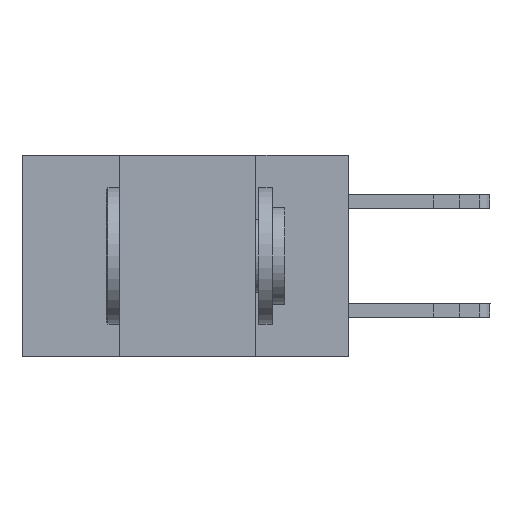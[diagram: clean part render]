
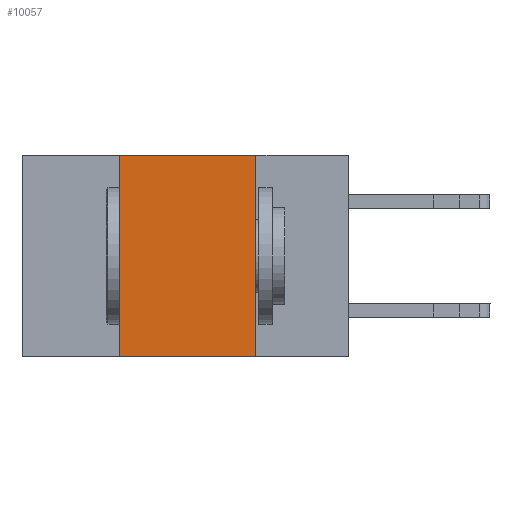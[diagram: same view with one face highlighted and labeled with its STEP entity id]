
A CAD part, left-side view. The second image highlights one B-rep face of the part: STEP entity #10057.
In plain terms, the highlighted planar face has unit normal (-1, 0, 0).
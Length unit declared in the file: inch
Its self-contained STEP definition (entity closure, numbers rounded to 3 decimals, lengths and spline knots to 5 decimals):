
#868 = CARTESIAN_POINT ( 'NONE',  ( 0., 0.42, -0.37 ) ) ;
#971 = CARTESIAN_POINT ( 'NONE',  ( 0., 0.6, -0.37 ) ) ;
#1413 = DIRECTION ( 'NONE',  ( 0., 0., -1. ) ) ;
#1520 = AXIS2_PLACEMENT_3D ( 'NONE', #20618, #20287, #9105 ) ;
#1924 = VECTOR ( 'NONE', #11801, 39.37008 ) ;
#2216 = CARTESIAN_POINT ( 'NONE',  ( 0., 0.17, -0.37 ) ) ;
#2310 = EDGE_CURVE ( 'NONE', #2359, #9351, #10681, .T. ) ;
#2359 = VERTEX_POINT ( 'NONE', #15608 ) ;
#3889 = VERTEX_POINT ( 'NONE', #868 ) ;
#4998 = ORIENTED_EDGE ( 'NONE', *, *, #2310, .F. ) ;
#5472 = EDGE_LOOP ( 'NONE', ( #10236, #4998, #19907, #22416 ) ) ;
#5486 = VERTEX_POINT ( 'NONE', #2216 ) ;
#6260 = FACE_OUTER_BOUND ( 'NONE', #5472, .T. ) ;
#7425 = LINE ( 'NONE', #9032, #10607 ) ;
#9032 = CARTESIAN_POINT ( 'NONE',  ( 0., 0.17, 0. ) ) ;
#9105 = DIRECTION ( 'NONE',  ( 0., 0., -1. ) ) ;
#9249 = EDGE_CURVE ( 'NONE', #3889, #2359, #21759, .T. ) ;
#9351 = VERTEX_POINT ( 'NONE', #16952 ) ;
#9568 = EDGE_CURVE ( 'NONE', #9351, #5486, #7425, .T. ) ;
#9923 = CARTESIAN_POINT ( 'NONE',  ( 0., 0.6, 0. ) ) ;
#10057 = ADVANCED_FACE ( 'NONE', ( #6260 ), #14963, .F. ) ;
#10236 = ORIENTED_EDGE ( 'NONE', *, *, #9568, .F. ) ;
#10607 = VECTOR ( 'NONE', #1413, 39.37008 ) ;
#10681 = LINE ( 'NONE', #9923, #1924 ) ;
#11801 = DIRECTION ( 'NONE',  ( 0., -1., 0. ) ) ;
#11847 = VECTOR ( 'NONE', #17530, 39.37008 ) ;
#12750 = LINE ( 'NONE', #971, #19480 ) ;
#14963 = PLANE ( 'NONE',  #1520 ) ;
#15608 = CARTESIAN_POINT ( 'NONE',  ( 0., 0.42, 0. ) ) ;
#16952 = CARTESIAN_POINT ( 'NONE',  ( 0., 0.17, 0. ) ) ;
#17460 = CARTESIAN_POINT ( 'NONE',  ( 0., 0.42, 0. ) ) ;
#17530 = DIRECTION ( 'NONE',  ( 0., 0., 1. ) ) ;
#17852 = DIRECTION ( 'NONE',  ( 0., -1., 0. ) ) ;
#19480 = VECTOR ( 'NONE', #17852, 39.37008 ) ;
#19907 = ORIENTED_EDGE ( 'NONE', *, *, #9249, .F. ) ;
#20287 = DIRECTION ( 'NONE',  ( 1., 0., 0. ) ) ;
#20618 = CARTESIAN_POINT ( 'NONE',  ( 0., 0.6, 0. ) ) ;
#21759 = LINE ( 'NONE', #17460, #11847 ) ;
#22416 = ORIENTED_EDGE ( 'NONE', *, *, #22531, .T. ) ;
#22531 = EDGE_CURVE ( 'NONE', #3889, #5486, #12750, .T. ) ;
